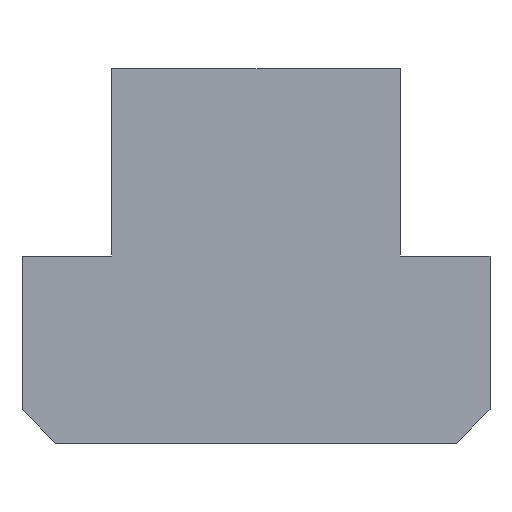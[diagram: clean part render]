
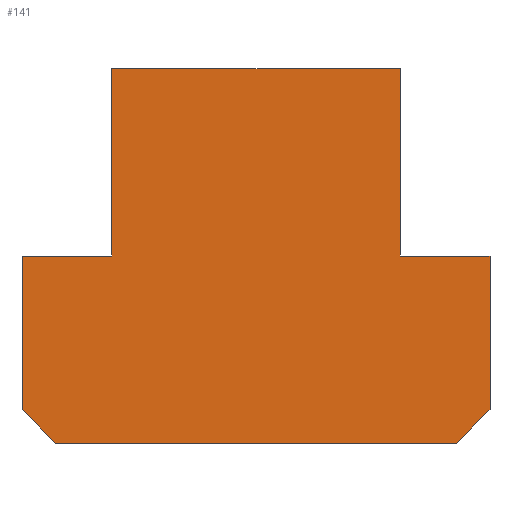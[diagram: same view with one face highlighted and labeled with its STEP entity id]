
A CAD part, front view. The second image highlights one B-rep face of the part: STEP entity #141.
In plain terms, the highlighted planar face has unit normal (0, -1, 0).
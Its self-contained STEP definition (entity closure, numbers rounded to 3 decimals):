
#119=EDGE_CURVE('',#203,#131,#317,.T.);
#121=VERTEX_POINT('',#319);
#127=EDGE_CURVE('',#175,#133,#325,.T.);
#131=VERTEX_POINT('',#329);
#133=VERTEX_POINT('',#331);
#141=ADVANCED_FACE('',(#340),#341,.T.);
#147=EDGE_CURVE('',#161,#189,#347,.T.);
#161=VERTEX_POINT('',#364);
#167=VERTEX_POINT('',#371);
#169=EDGE_CURVE('',#189,#203,#373,.T.);
#171=EDGE_CURVE('',#167,#255,#375,.T.);
#175=VERTEX_POINT('',#379);
#177=EDGE_CURVE('',#235,#175,#381,.T.);
#189=VERTEX_POINT('',#394);
#191=EDGE_CURVE('',#121,#167,#396,.T.);
#203=VERTEX_POINT('',#411);
#211=EDGE_CURVE('',#255,#235,#419,.T.);
#235=VERTEX_POINT('',#447);
#255=VERTEX_POINT('',#470);
#291=EDGE_CURVE('',#133,#161,#509,.T.);
#293=EDGE_CURVE('',#131,#121,#511,.T.);
#317=LINE('',#526,#527);
#319=CARTESIAN_POINT('',(-17.5,-17.5,0.0));
#325=LINE('',#538,#539);
#329=CARTESIAN_POINT('',(-17.5,-17.5,-11.5));
#331=CARTESIAN_POINT('',(17.5,-17.5,0.0));
#340=FACE_OUTER_BOUND('',#560,.T.);
#341=PLANE('',#561);
#347=LINE('',#568,#569);
#364=CARTESIAN_POINT('',(17.5,-17.5,-11.5));
#371=CARTESIAN_POINT('',(-10.8,-17.5,0.0));
#373=LINE('',#601,#602);
#375=LINE('',#605,#606);
#379=CARTESIAN_POINT('',(10.8,-17.5,0.0));
#381=LINE('',#615,#616);
#394=CARTESIAN_POINT('',(15.,-17.5,-14.0));
#396=LINE('',#638,#639);
#411=CARTESIAN_POINT('',(-15.,-17.5,-14.0));
#419=LINE('',#668,#669);
#447=CARTESIAN_POINT('',(10.8,-17.5,14.0));
#470=CARTESIAN_POINT('',(-10.8,-17.5,14.0));
#509=LINE('',#792,#793);
#511=LINE('',#796,#797);
#526=CARTESIAN_POINT('',(-17.5,-17.5,-11.5));
#527=VECTOR('',#806,1.0);
#538=CARTESIAN_POINT('',(17.5,-17.5,0.0));
#539=VECTOR('',#808,1.0);
#560=EDGE_LOOP('',(#821,#822,#823,#824,#825,#826,#827,#828,#829,#830));
#561=AXIS2_PLACEMENT_3D('',#831,#832,#833);
#568=CARTESIAN_POINT('',(15.,-17.5,-14.0));
#569=VECTOR('',#834,1.0);
#601=CARTESIAN_POINT('',(-15.,-17.5,-14.0));
#602=VECTOR('',#866,1.0);
#605=CARTESIAN_POINT('',(-10.8,-17.5,14.0));
#606=VECTOR('',#867,1.0);
#615=CARTESIAN_POINT('',(10.8,-17.5,0.0));
#616=VECTOR('',#869,1.0);
#638=CARTESIAN_POINT('',(-10.8,-17.5,0.0));
#639=VECTOR('',#881,1.0);
#668=CARTESIAN_POINT('',(10.8,-17.5,14.0));
#669=VECTOR('',#905,1.0);
#792=CARTESIAN_POINT('',(17.5,-17.5,-11.5));
#793=VECTOR('',#1018,1.0);
#796=CARTESIAN_POINT('',(-17.5,-17.5,0.0));
#797=VECTOR('',#1019,1.0);
#806=DIRECTION('',(-0.707,0.,0.707));
#808=DIRECTION('',(1.0,0.0,0.0));
#821=ORIENTED_EDGE('',*,*,#147,.F.);
#822=ORIENTED_EDGE('',*,*,#291,.F.);
#823=ORIENTED_EDGE('',*,*,#127,.F.);
#824=ORIENTED_EDGE('',*,*,#177,.F.);
#825=ORIENTED_EDGE('',*,*,#211,.F.);
#826=ORIENTED_EDGE('',*,*,#171,.F.);
#827=ORIENTED_EDGE('',*,*,#191,.F.);
#828=ORIENTED_EDGE('',*,*,#293,.F.);
#829=ORIENTED_EDGE('',*,*,#119,.F.);
#830=ORIENTED_EDGE('',*,*,#169,.F.);
#831=CARTESIAN_POINT('',(0.,-17.5,-1.17));
#832=DIRECTION('',(0.0,-1.0,0.));
#833=DIRECTION('',(1.0,0.0,0.0));
#834=DIRECTION('',(-0.707,0.,-0.707));
#866=DIRECTION('',(-1.0,0.0,0.0));
#867=DIRECTION('',(0.0,0.,1.0));
#869=DIRECTION('',(0.0,0.,-1.0));
#881=DIRECTION('',(1.0,0.0,0.0));
#905=DIRECTION('',(1.0,0.0,0.0));
#1018=DIRECTION('',(0.0,0.,-1.0));
#1019=DIRECTION('',(0.0,0.,1.0));
